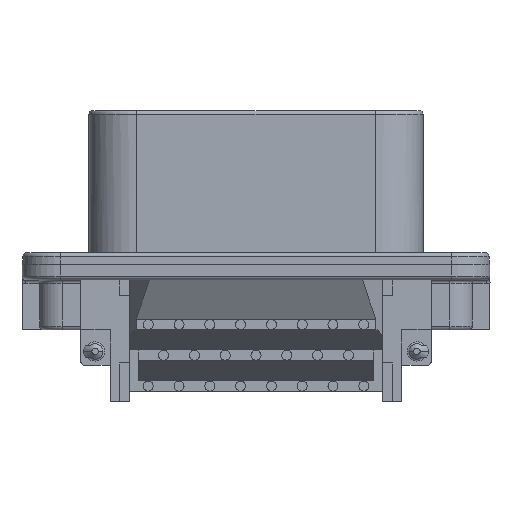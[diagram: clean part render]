
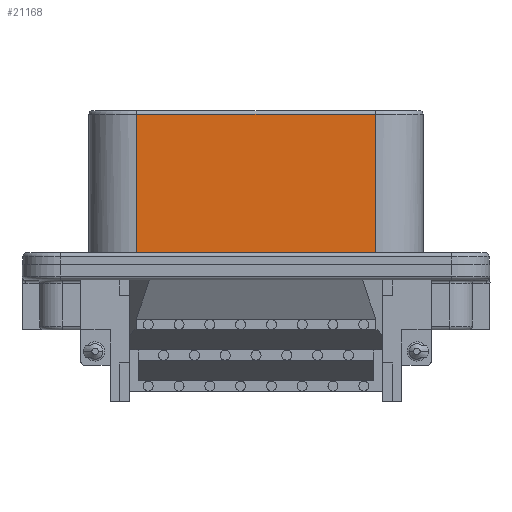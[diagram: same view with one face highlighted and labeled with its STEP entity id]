
A CAD part, front view. The second image highlights one B-rep face of the part: STEP entity #21168.
In plain terms, the highlighted planar face has unit normal (0, -1, 0).
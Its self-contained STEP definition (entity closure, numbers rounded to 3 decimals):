
#7236=DIRECTION('',(1.,0.,0.));
#7237=VECTOR('',#7236,31.);
#7238=CARTESIAN_POINT('',(-15.5,-11.8,-0.5));
#7239=LINE('',#7238,#7237);
#7240=DIRECTION('',(0.,0.,-1.));
#7241=VECTOR('',#7240,19.5);
#7242=CARTESIAN_POINT('',(15.5,-11.8,-0.5));
#7243=LINE('',#7242,#7241);
#7244=DIRECTION('',(-1.,0.,0.));
#7245=VECTOR('',#7244,31.);
#7246=CARTESIAN_POINT('',(15.5,-11.8,-20.));
#7247=LINE('',#7246,#7245);
#7253=DIRECTION('',(0.,0.,-1.));
#7254=VECTOR('',#7253,19.5);
#7255=CARTESIAN_POINT('',(-15.5,-11.8,-0.5));
#7256=LINE('',#7255,#7254);
#10889=CARTESIAN_POINT('',(15.5,-11.8,-20.));
#10890=CARTESIAN_POINT('',(-15.5,-11.8,-20.));
#10891=VERTEX_POINT('',#10889);
#10892=VERTEX_POINT('',#10890);
#12605=CARTESIAN_POINT('',(15.5,-11.8,-0.5));
#12606=VERTEX_POINT('',#12605);
#12609=CARTESIAN_POINT('',(-15.5,-11.8,-0.5));
#12610=VERTEX_POINT('',#12609);
#21156=CARTESIAN_POINT('',(15.5,-11.8,0.));
#21157=DIRECTION('',(0.,-1.,0.));
#21158=DIRECTION('',(-1.,0.,0.));
#21159=AXIS2_PLACEMENT_3D('',#21156,#21157,#21158);
#21160=PLANE('',#21159);
#21161=ORIENTED_EDGE('',*,*,#21057,.T.);
#21162=ORIENTED_EDGE('',*,*,#21087,.T.);
#21163=ORIENTED_EDGE('',*,*,#15022,.T.);
#21165=ORIENTED_EDGE('',*,*,#21164,.F.);
#21166=EDGE_LOOP('',(#21161,#21162,#21163,#21165));
#21167=FACE_OUTER_BOUND('',#21166,.F.);
#15022=EDGE_CURVE('',#10891,#10892,#7247,.T.);
#21057=EDGE_CURVE('',#12610,#12606,#7239,.T.);
#21087=EDGE_CURVE('',#12606,#10891,#7243,.T.);
#21164=EDGE_CURVE('',#12610,#10892,#7256,.T.);
#21168=ADVANCED_FACE('',(#21167),#21160,.T.);
